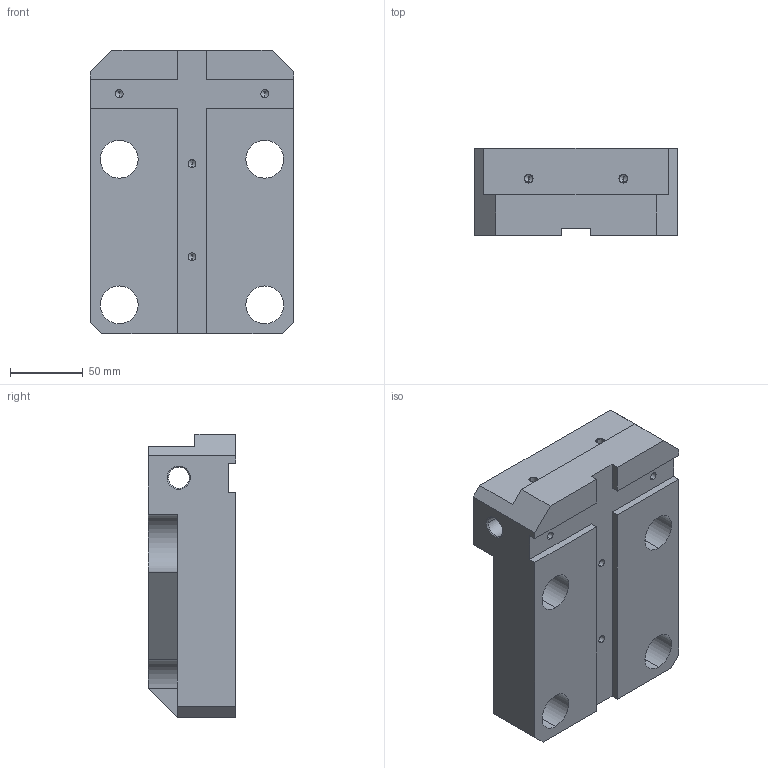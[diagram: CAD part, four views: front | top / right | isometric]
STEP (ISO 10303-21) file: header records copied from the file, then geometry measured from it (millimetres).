
FILE_DESCRIPTION(('STEP AP214'),'1');
FILE_NAME('HALDERN_EH_23231_0011.stp','2017-08-10T07:30:02',('TraceParts'),('TraceParts S.A.'),'Spatial InterOp 3D',' ',' ');
FILE_SCHEMA(('automotive_design'));
Length unit declared in the file: millimetre
Products named in the file (1): HALDERN_EH_23231_0011
Bounding box: 140 x 60 x 195 mm (x, y, z)
Volume: 1294478.4 mm3; surface area: 110462.6 mm2
Topology: 1 solids, 1 shells, 115 faces, 277 edges, 164 vertices
Faces by surface type: plane 45, cylinder 38, cone 32
Entity records: 4187 total; most frequent: DIRECTION 593, CARTESIAN_POINT 545, ORIENTED_EDGE 530, EDGE_CURVE 265, AXIS2_PLACEMENT_3D 212, LINE 169, VECTOR 169, VERTEX_POINT 164
